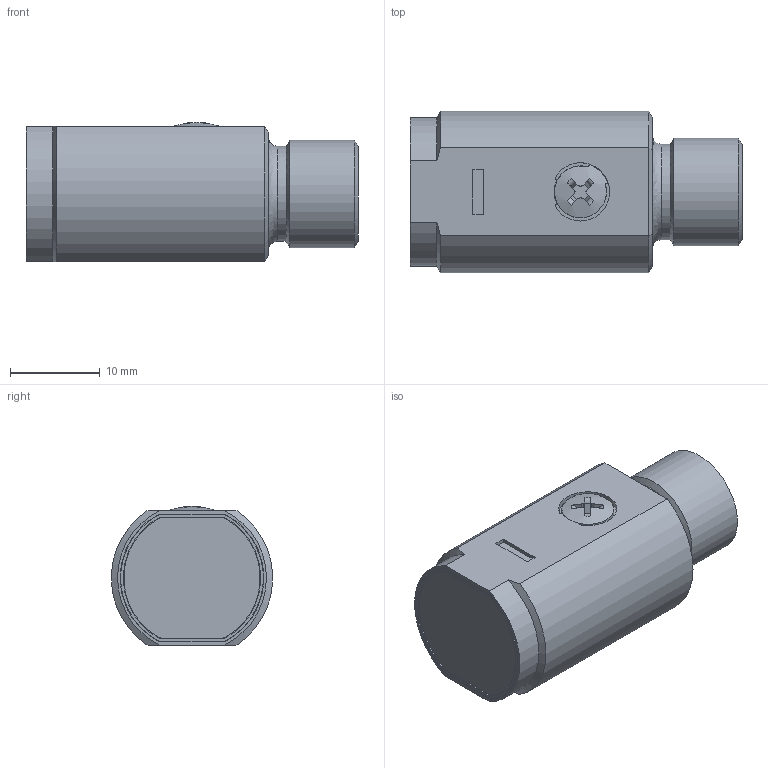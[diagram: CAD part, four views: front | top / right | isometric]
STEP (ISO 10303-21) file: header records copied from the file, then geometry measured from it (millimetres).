
FILE_DESCRIPTION (( 'STEP AP214' ), '1' );
FILE_NAME ('LHR-M18PA-PMS-101.STEP', '2021-04-27T15:20:16', ( '' ), ( '' ), 'SwSTEP 2.0', 'SolidWorks 2021', '' );
FILE_SCHEMA (( 'AUTOMOTIVE_DESIGN' ));
Length unit declared in the file: inch
Products named in the file (1): LHR-M18PA-PMS-101
Bounding box: 37 x 18 x 15.52 mm (x, y, z)
Volume: 6829.6 mm3; surface area: 2756.3 mm2
Topology: 1 solids, 1 shells, 148 faces, 399 edges, 262 vertices
Faces by surface type: plane 75, cylinder 53, cone 13, bspline 7
Full cylindrical faces by diameter (mm): 1 x4, 1.5 x1, 8.546 x1, 10.6 x1, 12 x1
Entity records: 4691 total; most frequent: CARTESIAN_POINT 1061, ORIENTED_EDGE 742, DIRECTION 735, EDGE_CURVE 371, AXIS2_PLACEMENT_3D 263, VERTEX_POINT 254, LINE 209, VECTOR 209
